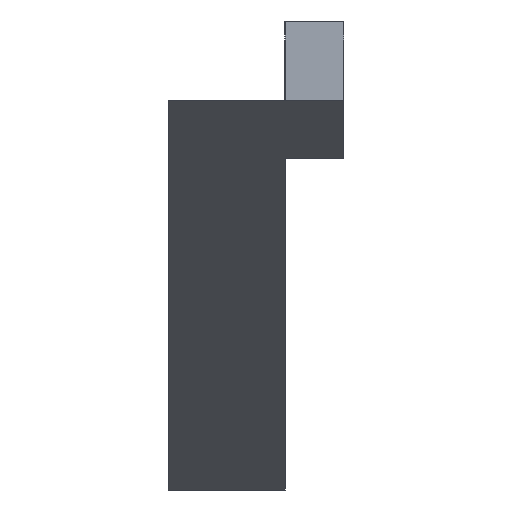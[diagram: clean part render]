
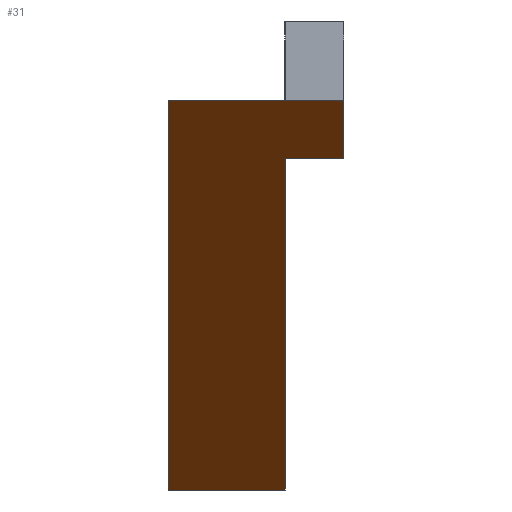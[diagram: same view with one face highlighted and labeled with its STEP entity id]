
A CAD part, left-side view. The second image highlights one B-rep face of the part: STEP entity #31.
In plain terms, the highlighted planar face has unit normal (-0.546, 0, -0.838).
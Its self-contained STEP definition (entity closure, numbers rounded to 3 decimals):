
#1 = VERTEX_POINT ( 'NONE', #909 ) ;
#2 = DIRECTION ( 'NONE',  ( -0.838, 0., 0.546 ) ) ;
#31 = ADVANCED_FACE ( 'NONE', ( #634 ), #551, .T. ) ;
#49 = ORIENTED_EDGE ( 'NONE', *, *, #797, .T. ) ;
#78 = LINE ( 'NONE', #220, #452 ) ;
#82 = VECTOR ( 'NONE', #458, 1000. ) ;
#84 = DIRECTION ( 'NONE',  ( 0., 1., 0. ) ) ;
#93 = VERTEX_POINT ( 'NONE', #324 ) ;
#97 = CARTESIAN_POINT ( 'NONE',  ( -603.497, 90., 85. ) ) ;
#101 = LINE ( 'NONE', #532, #82 ) ;
#135 = CARTESIAN_POINT ( 'NONE',  ( -580.472, 45., 70. ) ) ;
#137 = VERTEX_POINT ( 'NONE', #595 ) ;
#145 = DIRECTION ( 'NONE',  ( -0.838, 0., 0.546 ) ) ;
#173 = LINE ( 'NONE', #97, #289 ) ;
#182 = ORIENTED_EDGE ( 'NONE', *, *, #684, .F. ) ;
#196 = DIRECTION ( 'NONE',  ( -0.546, 0., -0.838 ) ) ;
#212 = LINE ( 'NONE', #499, #427 ) ;
#217 = VECTOR ( 'NONE', #322, 1000. ) ;
#220 = CARTESIAN_POINT ( 'NONE',  ( -450., 60., -15. ) ) ;
#241 = DIRECTION ( 'NONE',  ( 0., -1., 0. ) ) ;
#281 = ORIENTED_EDGE ( 'NONE', *, *, #924, .F. ) ;
#289 = VECTOR ( 'NONE', #241, 1000. ) ;
#322 = DIRECTION ( 'NONE',  ( 0., 1., 0. ) ) ;
#324 = CARTESIAN_POINT ( 'NONE',  ( -450., 90., -15. ) ) ;
#341 = VERTEX_POINT ( 'NONE', #135 ) ;
#379 = EDGE_CURVE ( 'NONE', #925, #1, #807, .T. ) ;
#409 = CARTESIAN_POINT ( 'NONE',  ( -450., 60., -15. ) ) ;
#424 = EDGE_CURVE ( 'NONE', #925, #93, #78, .T. ) ;
#427 = VECTOR ( 'NONE', #145, 1000. ) ;
#452 = VECTOR ( 'NONE', #510, 1000. ) ;
#458 = DIRECTION ( 'NONE',  ( -0.838, 0., 0.546 ) ) ;
#499 = CARTESIAN_POINT ( 'NONE',  ( -450., 90., -15. ) ) ;
#504 = VECTOR ( 'NONE', #2, 1000. ) ;
#505 = VECTOR ( 'NONE', #84, 1000. ) ;
#510 = DIRECTION ( 'NONE',  ( 0., 1., 0. ) ) ;
#513 = VERTEX_POINT ( 'NONE', #816 ) ;
#532 = CARTESIAN_POINT ( 'NONE',  ( -603.497, 45., 85. ) ) ;
#542 = VERTEX_POINT ( 'NONE', #614 ) ;
#551 = PLANE ( 'NONE',  #698 ) ;
#564 = ORIENTED_EDGE ( 'NONE', *, *, #806, .F. ) ;
#595 = CARTESIAN_POINT ( 'NONE',  ( -603.497, 45., 85. ) ) ;
#614 = CARTESIAN_POINT ( 'NONE',  ( -603.497, 60., 85. ) ) ;
#634 = FACE_OUTER_BOUND ( 'NONE', #752, .T. ) ;
#656 = CARTESIAN_POINT ( 'NONE',  ( -450., 60., -15. ) ) ;
#669 = CARTESIAN_POINT ( 'NONE',  ( -603.497, 60., 85. ) ) ;
#684 = EDGE_CURVE ( 'NONE', #93, #513, #212, .T. ) ;
#698 = AXIS2_PLACEMENT_3D ( 'NONE', #832, #196, #766 ) ;
#699 = ORIENTED_EDGE ( 'NONE', *, *, #424, .F. ) ;
#752 = EDGE_LOOP ( 'NONE', ( #770, #281, #863, #49, #564, #182, #699 ) ) ;
#766 = DIRECTION ( 'NONE',  ( -0.838, 0., 0.546 ) ) ;
#770 = ORIENTED_EDGE ( 'NONE', *, *, #379, .T. ) ;
#797 = EDGE_CURVE ( 'NONE', #137, #542, #814, .T. ) ;
#806 = EDGE_CURVE ( 'NONE', #513, #542, #173, .T. ) ;
#807 = LINE ( 'NONE', #656, #504 ) ;
#810 = EDGE_CURVE ( 'NONE', #341, #137, #101, .T. ) ;
#814 = LINE ( 'NONE', #669, #505 ) ;
#816 = CARTESIAN_POINT ( 'NONE',  ( -603.497, 90., 85. ) ) ;
#832 = CARTESIAN_POINT ( 'NONE',  ( -450., 90., -15. ) ) ;
#835 = CARTESIAN_POINT ( 'NONE',  ( -580.472, 45., 70. ) ) ;
#863 = ORIENTED_EDGE ( 'NONE', *, *, #810, .T. ) ;
#894 = LINE ( 'NONE', #835, #217 ) ;
#909 = CARTESIAN_POINT ( 'NONE',  ( -580.472, 60., 70. ) ) ;
#924 = EDGE_CURVE ( 'NONE', #341, #1, #894, .T. ) ;
#925 = VERTEX_POINT ( 'NONE', #409 ) ;
